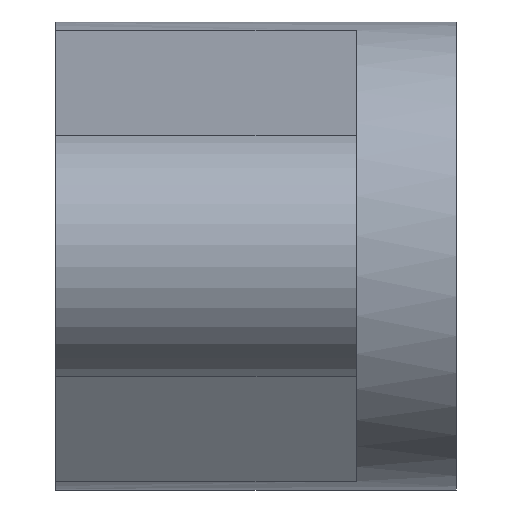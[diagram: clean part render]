
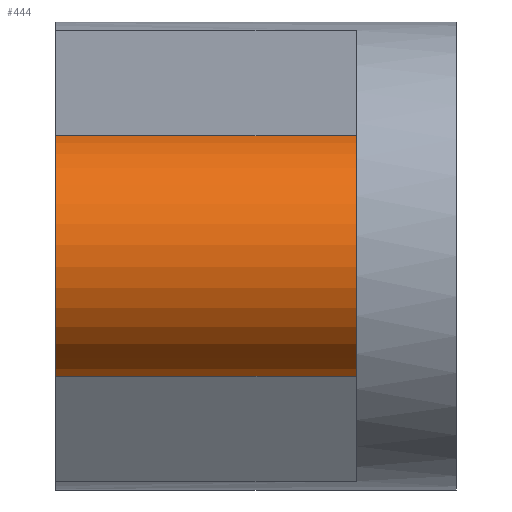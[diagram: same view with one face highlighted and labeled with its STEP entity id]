
A CAD part, left-side view. The second image highlights one B-rep face of the part: STEP entity #444.
In plain terms, the highlighted cylindrical face has radius 2.5 mm (diameter 5 mm), a partial arc.
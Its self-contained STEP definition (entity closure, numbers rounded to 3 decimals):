
#52 = VECTOR ( 'NONE', #88, 1000. ) ;
#65 = CARTESIAN_POINT ( 'NONE',  ( -8.68, 6., -2.406 ) ) ;
#88 = DIRECTION ( 'NONE',  ( 0., -1., 0. ) ) ;
#94 = CARTESIAN_POINT ( 'NONE',  ( -8.68, 0., -2.406 ) ) ;
#142 = VERTEX_POINT ( 'NONE', #224 ) ;
#143 = CARTESIAN_POINT ( 'NONE',  ( -8., 6., 0. ) ) ;
#147 = LINE ( 'NONE', #363, #624 ) ;
#151 = DIRECTION ( 'NONE',  ( 0., -1., 0. ) ) ;
#166 = CARTESIAN_POINT ( 'NONE',  ( -8.68, 0., 2.406 ) ) ;
#169 = ORIENTED_EDGE ( 'NONE', *, *, #561, .T. ) ;
#177 = DIRECTION ( 'NONE',  ( 0., 1., 0. ) ) ;
#200 = CYLINDRICAL_SURFACE ( 'NONE', #265, 2.5 ) ;
#224 = CARTESIAN_POINT ( 'NONE',  ( -8.68, 6., 2.406 ) ) ;
#265 = AXIS2_PLACEMENT_3D ( 'NONE', #143, #358, #559 ) ;
#321 = EDGE_CURVE ( 'NONE', #627, #142, #427, .T. ) ;
#338 = AXIS2_PLACEMENT_3D ( 'NONE', #580, #177, #390 ) ;
#349 = CARTESIAN_POINT ( 'NONE',  ( -8., 6., 0. ) ) ;
#356 = VERTEX_POINT ( 'NONE', #94 ) ;
#358 = DIRECTION ( 'NONE',  ( 0., -1., 0. ) ) ;
#362 = EDGE_CURVE ( 'NONE', #627, #356, #147, .T. ) ;
#363 = CARTESIAN_POINT ( 'NONE',  ( -8.68, 6., -2.406 ) ) ;
#390 = DIRECTION ( 'NONE',  ( 0., 0., 1. ) ) ;
#427 = CIRCLE ( 'NONE', #550, 2.5 ) ;
#442 = ORIENTED_EDGE ( 'NONE', *, *, #469, .F. ) ;
#444 = ADVANCED_FACE ( 'NONE', ( #575 ), #200, .T. ) ;
#469 = EDGE_CURVE ( 'NONE', #142, #566, #505, .T. ) ;
#482 = ORIENTED_EDGE ( 'NONE', *, *, #321, .F. ) ;
#505 = LINE ( 'NONE', #564, #52 ) ;
#544 = DIRECTION ( 'NONE',  ( 0., 0., 1. ) ) ;
#550 = AXIS2_PLACEMENT_3D ( 'NONE', #349, #552, #544 ) ;
#552 = DIRECTION ( 'NONE',  ( 0., 1., 0. ) ) ;
#559 = DIRECTION ( 'NONE',  ( 0., 0., -1. ) ) ;
#561 = EDGE_CURVE ( 'NONE', #356, #566, #636, .T. ) ;
#564 = CARTESIAN_POINT ( 'NONE',  ( -8.68, 6., 2.406 ) ) ;
#566 = VERTEX_POINT ( 'NONE', #166 ) ;
#570 = EDGE_LOOP ( 'NONE', ( #169, #442, #482, #617 ) ) ;
#575 = FACE_OUTER_BOUND ( 'NONE', #570, .T. ) ;
#580 = CARTESIAN_POINT ( 'NONE',  ( -8., 0., 0. ) ) ;
#617 = ORIENTED_EDGE ( 'NONE', *, *, #362, .T. ) ;
#624 = VECTOR ( 'NONE', #151, 1000. ) ;
#627 = VERTEX_POINT ( 'NONE', #65 ) ;
#636 = CIRCLE ( 'NONE', #338, 2.5 ) ;
